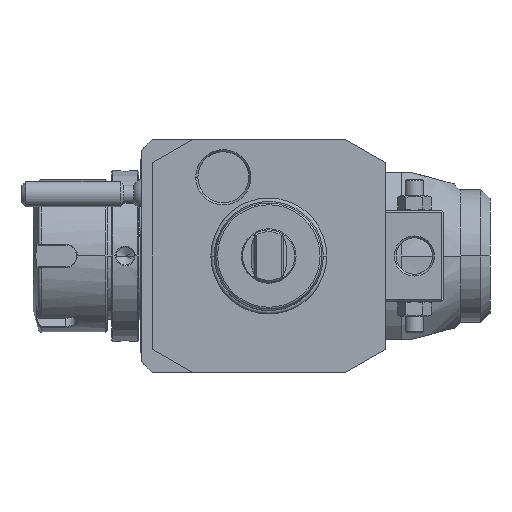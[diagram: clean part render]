
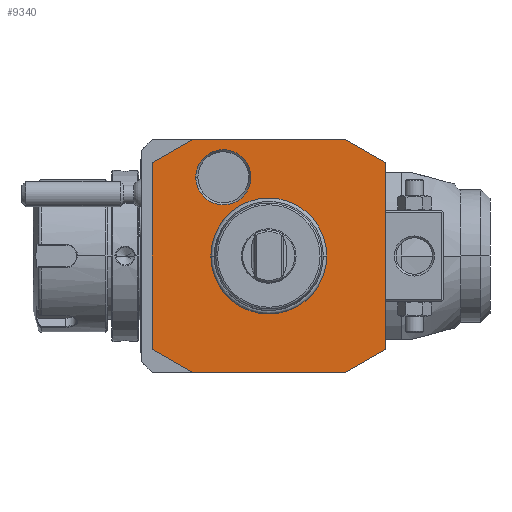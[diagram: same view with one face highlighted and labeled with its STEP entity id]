
A CAD part, front view. The second image highlights one B-rep face of the part: STEP entity #9340.
In plain terms, the highlighted planar face has unit normal (0, -1, 0).
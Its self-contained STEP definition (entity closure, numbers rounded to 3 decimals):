
#1=DIRECTION('',(0.866,0.,0.5));
#2=VECTOR('',#1,12.702);
#3=CARTESIAN_POINT('',(21.,0.,-32.));
#4=LINE('',#3,#2);
#5=DIRECTION('',(1.,0.,0.));
#6=VECTOR('',#5,42.);
#7=CARTESIAN_POINT('',(-21.,0.,-32.));
#8=LINE('',#7,#6);
#9=DIRECTION('',(0.866,0.,-0.5));
#10=VECTOR('',#9,12.702);
#11=CARTESIAN_POINT('',(-32.,0.,-25.649));
#12=LINE('',#11,#10);
#13=DIRECTION('',(0.,0.,-1.));
#14=VECTOR('',#13,51.298);
#15=CARTESIAN_POINT('',(-32.,0.,25.649));
#16=LINE('',#15,#14);
#17=DIRECTION('',(-0.866,0.,-0.5));
#18=VECTOR('',#17,12.702);
#19=CARTESIAN_POINT('',(-21.,0.,32.));
#20=LINE('',#19,#18);
#21=DIRECTION('',(-1.,0.,0.));
#22=VECTOR('',#21,42.);
#23=CARTESIAN_POINT('',(21.,0.,32.));
#24=LINE('',#23,#22);
#25=DIRECTION('',(-0.866,0.,0.5));
#26=VECTOR('',#25,12.702);
#27=CARTESIAN_POINT('',(32.,0.,25.649));
#28=LINE('',#27,#26);
#29=DIRECTION('',(0.,0.,1.));
#30=VECTOR('',#29,51.298);
#31=CARTESIAN_POINT('',(32.,0.,-25.649));
#32=LINE('',#31,#30);
#33=CARTESIAN_POINT('',(-12.5,0.,21.651));
#34=DIRECTION('',(0.,1.,0.));
#35=DIRECTION('',(1.,0.,0.));
#36=AXIS2_PLACEMENT_3D('',#33,#34,#35);
#38=CARTESIAN_POINT('',(-12.5,0.,21.651));
#39=DIRECTION('',(0.,1.,0.));
#40=DIRECTION('',(-1.,0.,0.));
#41=AXIS2_PLACEMENT_3D('',#38,#39,#40);
#6957=CARTESIAN_POINT('',(0.,0.,0.));
#6958=DIRECTION('',(0.,-1.,0.));
#6959=DIRECTION('',(1.,0.,0.));
#6960=AXIS2_PLACEMENT_3D('',#6957,#6958,#6959);
#6962=CARTESIAN_POINT('',(0.,0.,0.));
#6963=DIRECTION('',(0.,-1.,0.));
#6964=DIRECTION('',(-1.,0.,0.));
#6965=AXIS2_PLACEMENT_3D('',#6962,#6963,#6964);
#8339=CARTESIAN_POINT('',(-4.923,0.,
21.651));
#8340=CARTESIAN_POINT('',(-20.077,0.,
21.651));
#8341=VERTEX_POINT('',#8339);
#8342=VERTEX_POINT('',#8340);
#9143=CARTESIAN_POINT('',(21.,0.,-32.));
#9144=CARTESIAN_POINT('',(32.,0.,-25.649));
#9145=VERTEX_POINT('',#9143);
#9146=VERTEX_POINT('',#9144);
#9147=CARTESIAN_POINT('',(32.,0.,25.649));
#9148=VERTEX_POINT('',#9147);
#9149=CARTESIAN_POINT('',(21.,0.,32.));
#9150=VERTEX_POINT('',#9149);
#9151=CARTESIAN_POINT('',(-21.,0.,32.));
#9152=VERTEX_POINT('',#9151);
#9153=CARTESIAN_POINT('',(-32.,0.,25.649));
#9154=VERTEX_POINT('',#9153);
#9155=CARTESIAN_POINT('',(-32.,0.,-25.649));
#9156=VERTEX_POINT('',#9155);
#9157=CARTESIAN_POINT('',(-21.,0.,-32.));
#9158=VERTEX_POINT('',#9157);
#9171=CARTESIAN_POINT('',(15.783,0.,0.));
#9172=CARTESIAN_POINT('',(-15.783,0.,0.));
#9173=VERTEX_POINT('',#9171);
#9174=VERTEX_POINT('',#9172);
#9305=CARTESIAN_POINT('',(0.,0.,0.));
#9306=DIRECTION('',(0.,-1.,0.));
#9307=DIRECTION('',(-1.,0.,0.));
#9308=AXIS2_PLACEMENT_3D('',#9305,#9306,#9307);
#9309=PLANE('',#9308);
#9311=ORIENTED_EDGE('',*,*,#9310,.F.);
#9313=ORIENTED_EDGE('',*,*,#9312,.F.);
#9315=ORIENTED_EDGE('',*,*,#9314,.F.);
#9317=ORIENTED_EDGE('',*,*,#9316,.F.);
#9319=ORIENTED_EDGE('',*,*,#9318,.F.);
#9321=ORIENTED_EDGE('',*,*,#9320,.F.);
#9323=ORIENTED_EDGE('',*,*,#9322,.F.);
#9325=ORIENTED_EDGE('',*,*,#9324,.F.);
#9326=EDGE_LOOP('',(#9311,#9313,#9315,#9317,#9319,#9321,#9323,#9325));
#9327=FACE_OUTER_BOUND('',#9326,.F.);
#9329=ORIENTED_EDGE('',*,*,#9328,.T.);
#9331=ORIENTED_EDGE('',*,*,#9330,.T.);
#9332=EDGE_LOOP('',(#9329,#9331));
#9333=FACE_BOUND('',#9332,.F.);
#9335=ORIENTED_EDGE('',*,*,#9334,.F.);
#9337=ORIENTED_EDGE('',*,*,#9336,.F.);
#9338=EDGE_LOOP('',(#9335,#9337));
#9339=FACE_BOUND('',#9338,.F.);
#37=CIRCLE('',#36,7.577);
#42=CIRCLE('',#41,7.577);
#6961=CIRCLE('',#6960,15.783);
#6966=CIRCLE('',#6965,15.783);
#9310=EDGE_CURVE('',#9145,#9146,#4,.T.);
#9312=EDGE_CURVE('',#9158,#9145,#8,.T.);
#9314=EDGE_CURVE('',#9156,#9158,#12,.T.);
#9316=EDGE_CURVE('',#9154,#9156,#16,.T.);
#9318=EDGE_CURVE('',#9152,#9154,#20,.T.);
#9320=EDGE_CURVE('',#9150,#9152,#24,.T.);
#9322=EDGE_CURVE('',#9148,#9150,#28,.T.);
#9324=EDGE_CURVE('',#9146,#9148,#32,.T.);
#9328=EDGE_CURVE('',#9173,#9174,#6961,.T.);
#9330=EDGE_CURVE('',#9174,#9173,#6966,.T.);
#9334=EDGE_CURVE('',#8341,#8342,#37,.T.);
#9336=EDGE_CURVE('',#8342,#8341,#42,.T.);
#9340=ADVANCED_FACE('',(#9327,#9333,#9339),#9309,.T.);
